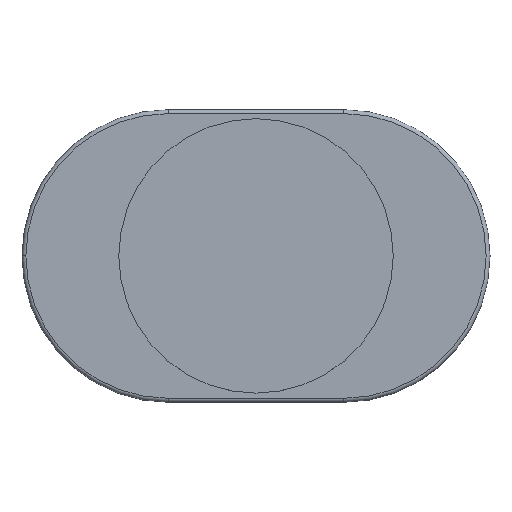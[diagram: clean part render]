
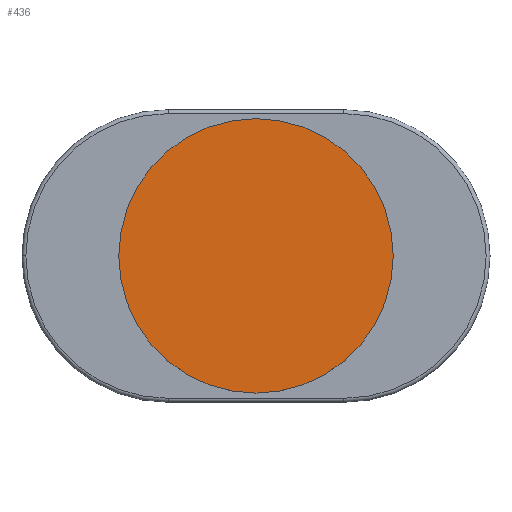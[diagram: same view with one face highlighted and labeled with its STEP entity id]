
A CAD part, top view. The second image highlights one B-rep face of the part: STEP entity #436.
In plain terms, the highlighted planar face has unit normal (0, 0, 1).
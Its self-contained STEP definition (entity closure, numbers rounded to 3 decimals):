
#59 = AXIS2_PLACEMENT_3D ( 'NONE', #521, #371, #443 ) ;
#124 = DIRECTION ( 'NONE',  ( 1., 0., 0. ) ) ;
#174 = VERTEX_POINT ( 'NONE', #341 ) ;
#185 = PLANE ( 'NONE',  #696 ) ;
#295 = DIRECTION ( 'NONE',  ( 1., 0., 0. ) ) ;
#325 = EDGE_CURVE ( 'NONE', #174, #366, #343, .T. ) ;
#341 = CARTESIAN_POINT ( 'NONE',  ( -7.037, 0., 4. ) ) ;
#343 = CIRCLE ( 'NONE', #390, 7.037 ) ;
#347 = ORIENTED_EDGE ( 'NONE', *, *, #325, .T. ) ;
#366 = VERTEX_POINT ( 'NONE', #429 ) ;
#370 = CARTESIAN_POINT ( 'NONE',  ( 0., 0., 4. ) ) ;
#371 = DIRECTION ( 'NONE',  ( 0., 0., 1. ) ) ;
#386 = EDGE_LOOP ( 'NONE', ( #347, #486 ) ) ;
#388 = CIRCLE ( 'NONE', #59, 7.037 ) ;
#390 = AXIS2_PLACEMENT_3D ( 'NONE', #572, #717, #295 ) ;
#429 = CARTESIAN_POINT ( 'NONE',  ( 7.037, 0., 4. ) ) ;
#436 = ADVANCED_FACE ( 'NONE', ( #538 ), #185, .T. ) ;
#443 = DIRECTION ( 'NONE',  ( 1., 0., 0. ) ) ;
#486 = ORIENTED_EDGE ( 'NONE', *, *, #489, .T. ) ;
#489 = EDGE_CURVE ( 'NONE', #366, #174, #388, .T. ) ;
#521 = CARTESIAN_POINT ( 'NONE',  ( 0., 0., 4. ) ) ;
#538 = FACE_OUTER_BOUND ( 'NONE', #386, .T. ) ;
#572 = CARTESIAN_POINT ( 'NONE',  ( 0., 0., 4. ) ) ;
#582 = DIRECTION ( 'NONE',  ( 0., 0., 1. ) ) ;
#696 = AXIS2_PLACEMENT_3D ( 'NONE', #370, #582, #124 ) ;
#717 = DIRECTION ( 'NONE',  ( 0., 0., 1. ) ) ;
